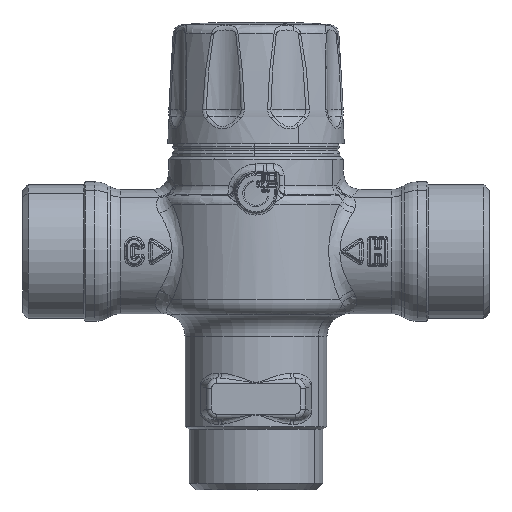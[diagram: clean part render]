
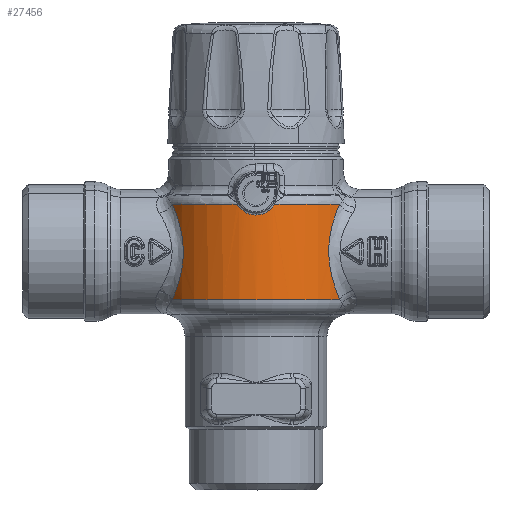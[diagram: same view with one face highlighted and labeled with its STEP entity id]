
A CAD part, top view. The second image highlights one B-rep face of the part: STEP entity #27456.
In plain terms, the highlighted cylindrical face has radius 19.5 mm (diameter 39 mm), a partial arc.
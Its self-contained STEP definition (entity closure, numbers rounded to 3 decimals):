
#5352=CARTESIAN_POINT('Vertex',(4.717,9.281,40.201)) ;
#5455=CARTESIAN_POINT('Vertex',(4.756,-9.593,40.087)) ;
#5459=CARTESIAN_POINT('Control Point',(4.756,-9.593,40.087)) ;
#5460=CARTESIAN_POINT('Control Point',(4.477,-8.944,40.535)) ;
#5461=CARTESIAN_POINT('Control Point',(3.923,-7.565,41.341)) ;
#5462=CARTESIAN_POINT('Control Point',(3.206,-5.277,42.249)) ;
#5463=CARTESIAN_POINT('Control Point',(2.698,-2.792,42.831)) ;
#5464=CARTESIAN_POINT('Control Point',(2.507,-0.18,43.044)) ;
#5465=CARTESIAN_POINT('Control Point',(2.682,2.439,42.864)) ;
#5466=CARTESIAN_POINT('Control Point',(3.177,4.933,42.311)) ;
#5467=CARTESIAN_POINT('Control Point',(3.887,7.236,41.43)) ;
#5468=CARTESIAN_POINT('Control Point',(4.438,8.626,40.641)) ;
#5469=CARTESIAN_POINT('Control Point',(4.717,9.281,40.201)) ;
#8324=CARTESIAN_POINT('Vertex',(-28.296,-9.593,40.087)) ;
#8327=CARTESIAN_POINT('Axis2P3D Location',(-11.77,-9.564,29.736)) ;
#10278=CARTESIAN_POINT('Vertex',(-28.257,9.281,40.201)) ;
#10282=CARTESIAN_POINT('Control Point',(-28.257,9.281,40.201)) ;
#10283=CARTESIAN_POINT('Control Point',(-27.978,8.626,40.641)) ;
#10284=CARTESIAN_POINT('Control Point',(-27.426,7.236,41.43)) ;
#10285=CARTESIAN_POINT('Control Point',(-26.716,4.933,42.312)) ;
#10286=CARTESIAN_POINT('Control Point',(-26.222,2.438,42.864)) ;
#10287=CARTESIAN_POINT('Control Point',(-26.047,-0.181,43.044)) ;
#10288=CARTESIAN_POINT('Control Point',(-26.238,-2.793,42.831)) ;
#10289=CARTESIAN_POINT('Control Point',(-26.746,-5.277,42.249)) ;
#10290=CARTESIAN_POINT('Control Point',(-27.463,-7.565,41.341)) ;
#10291=CARTESIAN_POINT('Control Point',(-28.017,-8.944,40.535)) ;
#10292=CARTESIAN_POINT('Control Point',(-28.296,-9.593,40.087)) ;
#27362=CARTESIAN_POINT('Axis2P3D Location',(-11.77,9.31,29.788)) ;
#27366=CARTESIAN_POINT('Vertex',(-8.053,9.257,48.93)) ;
#27419=CARTESIAN_POINT('Axis2P3D Location',(-11.77,-13.558,29.725)) ;
#27424=CARTESIAN_POINT('Axis2P3D Location',(-11.77,9.31,29.788)) ;
#27428=CARTESIAN_POINT('Vertex',(-15.487,9.257,48.93)) ;
#27432=CARTESIAN_POINT('Control Point',(-15.487,9.257,48.93)) ;
#27433=CARTESIAN_POINT('Control Point',(-15.308,8.943,48.964)) ;
#27434=CARTESIAN_POINT('Control Point',(-15.096,8.648,49.002)) ;
#27435=CARTESIAN_POINT('Control Point',(-14.855,8.376,49.042)) ;
#27436=CARTESIAN_POINT('Control Point',(-14.188,7.767,49.142)) ;
#27437=CARTESIAN_POINT('Control Point',(-13.378,7.35,49.226)) ;
#27438=CARTESIAN_POINT('Control Point',(-12.857,7.179,49.263)) ;
#27439=CARTESIAN_POINT('Control Point',(-11.776,6.998,49.3)) ;
#27440=CARTESIAN_POINT('Control Point',(-10.693,7.176,49.264)) ;
#27441=CARTESIAN_POINT('Control Point',(-10.17,7.347,49.227)) ;
#27442=CARTESIAN_POINT('Control Point',(-9.357,7.763,49.142)) ;
#27443=CARTESIAN_POINT('Control Point',(-8.687,8.373,49.043)) ;
#27444=CARTESIAN_POINT('Control Point',(-8.445,8.646,49.002)) ;
#27445=CARTESIAN_POINT('Control Point',(-8.232,8.942,48.964)) ;
#27446=CARTESIAN_POINT('Control Point',(-8.053,9.257,48.93)) ;
#8328=DIRECTION('Axis2P3D Direction',(0.,1.,0.003)) ;
#27363=DIRECTION('Axis2P3D Direction',(0.,-1.,-0.003)) ;
#27420=DIRECTION('Axis2P3D Direction',(0.,-1.,-0.003)) ;
#27421=DIRECTION('Axis2P3D XDirection',(-0.878,0.001,-0.479)) ;
#27425=DIRECTION('Axis2P3D Direction',(0.,-1.,-0.003)) ;
#8329=AXIS2_PLACEMENT_3D('Circle Axis2P3D',#8327,#8328,$) ;
#27364=AXIS2_PLACEMENT_3D('Circle Axis2P3D',#27362,#27363,$) ;
#27422=AXIS2_PLACEMENT_3D('Cylinder Axis2P3D',#27419,#27420,#27421) ;
#27426=AXIS2_PLACEMENT_3D('Circle Axis2P3D',#27424,#27425,$) ;
#27449=ORIENTED_EDGE('',*,*,#27430,.T.) ;
#27450=ORIENTED_EDGE('',*,*,#27447,.T.) ;
#27451=ORIENTED_EDGE('',*,*,#27368,.T.) ;
#27452=ORIENTED_EDGE('',*,*,#5470,.F.) ;
#27453=ORIENTED_EDGE('',*,*,#8331,.T.) ;
#27454=ORIENTED_EDGE('',*,*,#10293,.F.) ;
#27456=ADVANCED_FACE('Sheet.2',(#27455),#27423,.F.) ;
#27431=B_SPLINE_CURVE_WITH_KNOTS('',5,(#27432,#27433,#27434,#27435,#27436,#27437,#27438,#27439,#27440,#27441,#27442,#27443,#27444,#27445,#27446),.UNSPECIFIED.,.F.,.U.,(6,3,3,3,6),(0.,1.813,4.509,7.215,9.033),.UNSPECIFIED.) ;
#8330=CIRCLE('generated circle',#8329,19.5) ;
#27365=CIRCLE('generated circle',#27364,19.5) ;
#27427=CIRCLE('generated circle',#27426,19.5) ;
#27423=CYLINDRICAL_SURFACE('generated cylinder',#27422,19.5) ;
#5470=EDGE_CURVE('',#5456,#5353,#5458,.T.) ;
#8331=EDGE_CURVE('',#5456,#8325,#8330,.F.) ;
#10293=EDGE_CURVE('',#10279,#8325,#10281,.T.) ;
#27368=EDGE_CURVE('',#27367,#5353,#27365,.F.) ;
#27430=EDGE_CURVE('',#10279,#27429,#27427,.F.) ;
#27447=EDGE_CURVE('',#27429,#27367,#27431,.T.) ;
#27448=EDGE_LOOP('',(#27449,#27450,#27451,#27452,#27453,#27454)) ;
#27455=FACE_OUTER_BOUND('',#27448,.T.) ;
#5353=VERTEX_POINT('',#5352) ;
#5456=VERTEX_POINT('',#5455) ;
#8325=VERTEX_POINT('',#8324) ;
#10279=VERTEX_POINT('',#10278) ;
#27367=VERTEX_POINT('',#27366) ;
#27429=VERTEX_POINT('',#27428) ;
#5458=(BOUNDED_CURVE()B_SPLINE_CURVE(3,(#5459,#5460,#5461,#5462,#5463,#5464,#5465,#5466,#5467,#5468,#5469),.UNSPECIFIED.,.F.,.U.)B_SPLINE_CURVE_WITH_KNOTS((4,1,1,1,1,1,1,1,4),(39.248,42.604,45.961,49.318,52.674,56.031,59.387,62.744,66.101),.UNSPECIFIED.)CURVE()GEOMETRIC_REPRESENTATION_ITEM()RATIONAL_B_SPLINE_CURVE((1.,1.,1.,1.,1.,1.,1.,1.,1.,1.,1.))REPRESENTATION_ITEM('')) ;
#10281=(BOUNDED_CURVE()B_SPLINE_CURVE(3,(#10282,#10283,#10284,#10285,#10286,#10287,#10288,#10289,#10290,#10291,#10292),.UNSPECIFIED.,.F.,.U.)B_SPLINE_CURVE_WITH_KNOTS((4,1,1,1,1,1,1,1,4),(8.173,11.529,14.886,18.243,21.6,24.957,28.314,31.671,35.027),.UNSPECIFIED.)CURVE()GEOMETRIC_REPRESENTATION_ITEM()RATIONAL_B_SPLINE_CURVE((1.,1.,1.,1.,1.,1.,1.,1.,1.,1.,1.))REPRESENTATION_ITEM('')) ;
